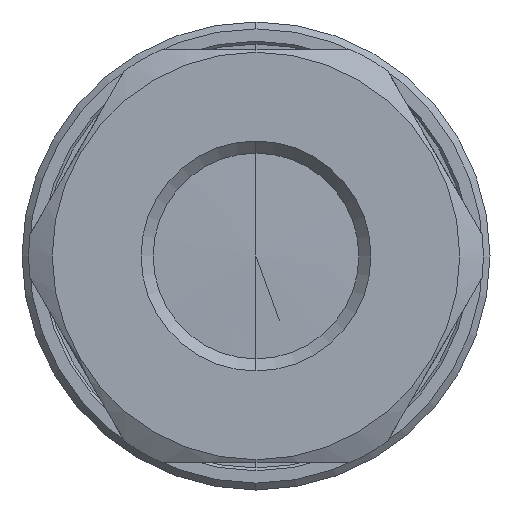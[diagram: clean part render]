
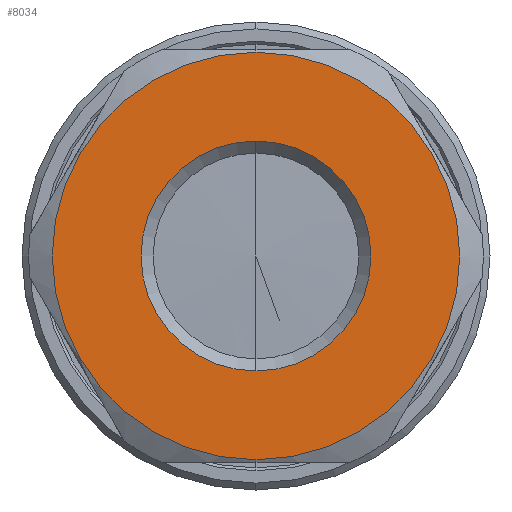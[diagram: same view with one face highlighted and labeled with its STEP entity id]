
A CAD part, left-side view. The second image highlights one B-rep face of the part: STEP entity #8034.
In plain terms, the highlighted planar face has unit normal (-1, 0, 0).
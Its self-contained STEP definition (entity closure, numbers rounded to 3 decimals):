
#126 = VERTEX_POINT ( 'NONE', #7818 ) ;
#127 = VERTEX_POINT ( 'NONE', #7819 ) ;
#128 = VERTEX_POINT ( 'NONE', #7820 ) ;
#129 = VERTEX_POINT ( 'NONE', #7821 ) ;
#329 = EDGE_LOOP ( 'NONE', ( #8209, #8210 ) ) ;
#1010 = CARTESIAN_POINT ( 'NONE',  ( 0., 0., 0. ) ) ;
#1011 = DIRECTION ( 'NONE',  ( 1., 0., 0. ) ) ;
#1012 = DIRECTION ( 'NONE',  ( 0., 0., -1. ) ) ;
#1015 = CARTESIAN_POINT ( 'NONE',  ( 0., 0., 0. ) ) ;
#1016 = DIRECTION ( 'NONE',  ( 1., 0., 0. ) ) ;
#1017 = DIRECTION ( 'NONE',  ( 0., 0., -1. ) ) ;
#1653 = FACE_BOUND ( 'NONE', #9107, .T. ) ;
#1654 = FACE_OUTER_BOUND ( 'NONE', #329, .T. ) ;
#2028 = CARTESIAN_POINT ( 'NONE',  ( 0., 0., 0. ) ) ;
#2029 = DIRECTION ( 'NONE',  ( 1., 0., 0. ) ) ;
#2030 = DIRECTION ( 'NONE',  ( 0., 0., -1. ) ) ;
#2031 = CARTESIAN_POINT ( 'NONE',  ( 0., 0., 0. ) ) ;
#2032 = DIRECTION ( 'NONE',  ( 1., 0., 0. ) ) ;
#2033 = DIRECTION ( 'NONE',  ( 0., 0., -1. ) ) ;
#2796 = PLANE ( 'NONE',  #3313 ) ;
#2797 = CARTESIAN_POINT ( 'NONE',  ( 0., 14.8, 0. ) ) ;
#2798 = DIRECTION ( 'NONE',  ( -1., 0., 0. ) ) ;
#2799 = DIRECTION ( 'NONE',  ( 0., 0., 1. ) ) ;
#2866 = AXIS2_PLACEMENT_3D ( 'NONE', #1010, #1011, #1012 ) ;
#2867 = AXIS2_PLACEMENT_3D ( 'NONE', #1015, #1016, #1017 ) ;
#3001 = AXIS2_PLACEMENT_3D ( 'NONE', #2028, #2029, #2030 ) ;
#3002 = AXIS2_PLACEMENT_3D ( 'NONE', #2031, #2032, #2033 ) ;
#3313 = AXIS2_PLACEMENT_3D ( 'NONE', #2797, #2798, #2799 ) ;
#3896 = CIRCLE ( 'NONE', #2866, 8.35 ) ;
#3899 = CIRCLE ( 'NONE', #2867, 14.8 ) ;
#5352 = EDGE_CURVE ( 'NONE', #128, #129, #3896, .T. ) ;
#5354 = EDGE_CURVE ( 'NONE', #126, #127, #3899, .T. ) ;
#5584 = EDGE_CURVE ( 'NONE', #127, #126, #6344, .T. ) ;
#5585 = EDGE_CURVE ( 'NONE', #129, #128, #6345, .T. ) ;
#6344 = CIRCLE ( 'NONE', #3001, 14.8 ) ;
#6345 = CIRCLE ( 'NONE', #3002, 8.35 ) ;
#7818 = CARTESIAN_POINT ( 'NONE',  ( 0., 0., -14.8 ) ) ;
#7819 = CARTESIAN_POINT ( 'NONE',  ( 0., 0., 14.8 ) ) ;
#7820 = CARTESIAN_POINT ( 'NONE',  ( 0., 0., 8.35 ) ) ;
#7821 = CARTESIAN_POINT ( 'NONE',  ( 0., 0., -8.35 ) ) ;
#8034 = ADVANCED_FACE ( 'NONE', ( #1653, #1654 ), #2796, .T. ) ;
#8207 = ORIENTED_EDGE ( 'NONE', *, *, #5352, .T. ) ;
#8208 = ORIENTED_EDGE ( 'NONE', *, *, #5585, .T. ) ;
#8209 = ORIENTED_EDGE ( 'NONE', *, *, #5354, .F. ) ;
#8210 = ORIENTED_EDGE ( 'NONE', *, *, #5584, .F. ) ;
#9107 = EDGE_LOOP ( 'NONE', ( #8207, #8208 ) ) ;
